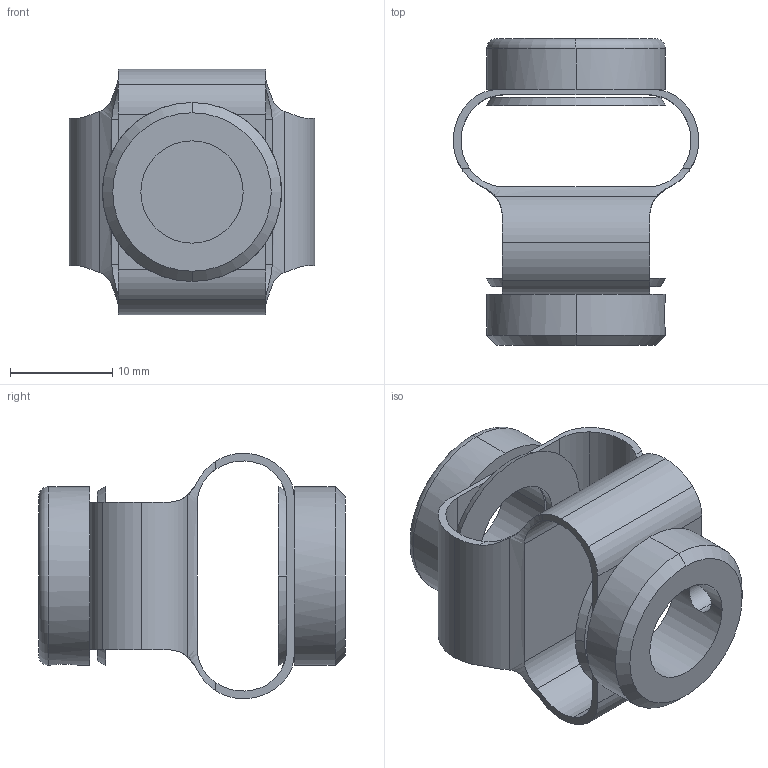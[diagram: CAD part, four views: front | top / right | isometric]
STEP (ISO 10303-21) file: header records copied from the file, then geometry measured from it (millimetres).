
FILE_DESCRIPTION((''),'2;1');
FILE_NAME('A5Z7M11010','2014-09-18T',('lika51'),(''),'PRO/ENGINEER BY PARAMETRIC TECHNOLOGY CORPORATION, 2010180','PRO/ENGINEER BY PARAMETRIC TECHNOLOGY CORPORATION, 2010180','');
FILE_SCHEMA(('CONFIG_CONTROL_DESIGN'));
Length unit declared in the file: millimetre
Products named in the file (1): A5Z7M11010
Bounding box: 24 x 30 x 24 mm (x, y, z)
Volume: 2745.4 mm3; surface area: 4265.1 mm2
Topology: 2 solids, 2 shells, 84 faces, 233 edges, 147 vertices
Faces by surface type: cylinder 34, plane 34, bspline 8, cone 6, torus 2
Entity records: 3168 total; most frequent: CARTESIAN_POINT 1023, ORIENTED_EDGE 466, DIRECTION 423, EDGE_CURVE 233, AXIS2_PLACEMENT_3D 172, VERTEX_POINT 147, CIRCLE 96, EDGE_LOOP 92
